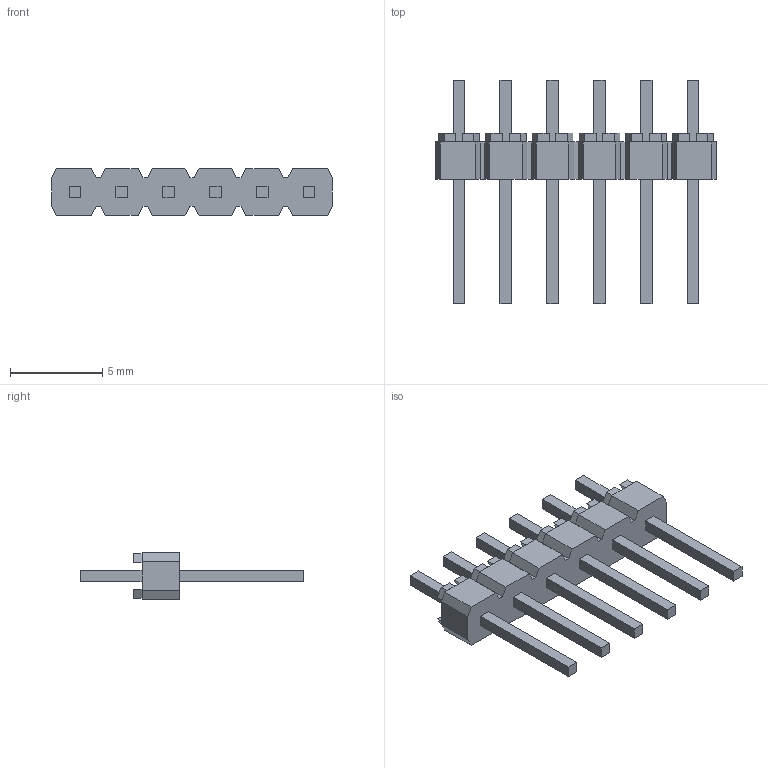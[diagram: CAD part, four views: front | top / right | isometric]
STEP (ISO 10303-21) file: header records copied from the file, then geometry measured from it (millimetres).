
FILE_DESCRIPTION(('STEP AP214'),'1');
FILE_NAME(' ',' ',('TraceParts'),('TraceParts S.A.'),'XStep 1.0',' ',' ');
FILE_SCHEMA(('automotive_design'));
Length unit declared in the file: millimetre
Products named in the file (13): 901200126
Bounding box: 15.24 x 12.15 x 2.54 mm (x, y, z)
Volume: 101 mm3; surface area: 336.8 mm2
Topology: 1 solids, 1 shells, 230 faces, 588 edges, 408 vertices
Faces by surface type: plane 230
Entity records: 7047 total; most frequent: CARTESIAN_POINT 1239, ORIENTED_EDGE 1152, DIRECTION 1086, EDGE_CURVE 576, LINE 576, VECTOR 576, VERTEX_POINT 384, EDGE_LOOP 266
